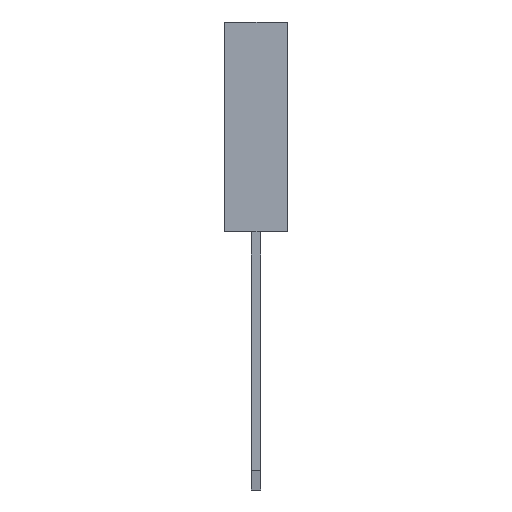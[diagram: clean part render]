
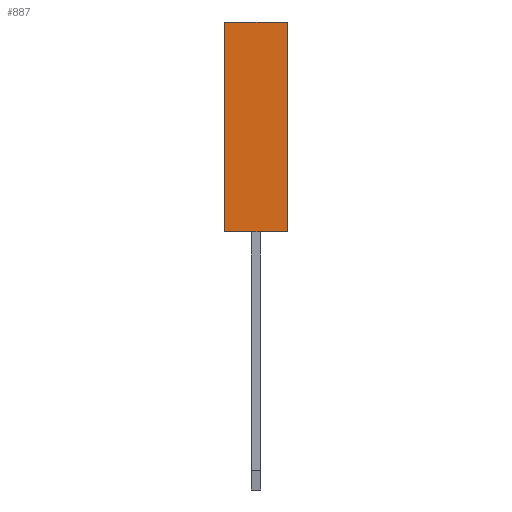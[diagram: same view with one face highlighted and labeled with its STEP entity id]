
A CAD part, left-side view. The second image highlights one B-rep face of the part: STEP entity #887.
In plain terms, the highlighted planar face has unit normal (-1, 0, 0).
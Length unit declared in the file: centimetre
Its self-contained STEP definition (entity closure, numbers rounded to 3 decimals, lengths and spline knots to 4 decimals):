
#266=VERTEX_POINT('',#1269);
#267=VERTEX_POINT('',#1270);
#279=VERTEX_POINT('',#1309);
#280=VERTEX_POINT('',#1310);
#336=VECTOR('',#1025,1.);
#355=VECTOR('',#1052,1.);
#356=VECTOR('',#1053,1.);
#357=VECTOR('',#1054,1.);
#424=LINE('',#1268,#336);
#443=LINE('',#1308,#355);
#444=LINE('',#1311,#356);
#445=LINE('',#1312,#357);
#512=EDGE_CURVE('',#266,#267,#424,.T.);
#531=EDGE_CURVE('',#279,#280,#443,.T.);
#532=EDGE_CURVE('',#267,#279,#444,.T.);
#533=EDGE_CURVE('',#266,#280,#445,.T.);
#657=ORIENTED_EDGE('',*,*,#531,.F.);
#658=ORIENTED_EDGE('',*,*,#532,.F.);
#659=ORIENTED_EDGE('',*,*,#512,.F.);
#660=ORIENTED_EDGE('',*,*,#533,.T.);
#805=EDGE_LOOP('',(#657,#658,#659,#660));
#847=FACE_BOUND('',#805,.T.);
#887=ADVANCED_FACE('',(#847),#1488,.T.);
#926=AXIS2_PLACEMENT_3D('',#1307,#1051,$);
#1025=DIRECTION('',(0.,-1.,0.));
#1051=DIRECTION('',(-1.,0.,0.));
#1052=DIRECTION('',(0.,1.,0.));
#1053=DIRECTION('',(0.,0.,-1.));
#1054=DIRECTION('',(0.,0.,-1.));
#1268=CARTESIAN_POINT('',(-0.127,0.127,0.85));
#1269=CARTESIAN_POINT('',(-0.127,0.127,0.85));
#1270=CARTESIAN_POINT('',(-0.127,-0.127,0.85));
#1307=CARTESIAN_POINT('',(-0.127,0.,0.85));
#1308=CARTESIAN_POINT('',(-0.127,0.,0.));
#1309=CARTESIAN_POINT('',(-0.127,-0.127,0.));
#1310=CARTESIAN_POINT('',(-0.127,0.127,0.));
#1311=CARTESIAN_POINT('',(-0.127,-0.127,0.85));
#1312=CARTESIAN_POINT('',(-0.127,0.127,0.85));
#1488=PLANE('',#926);
